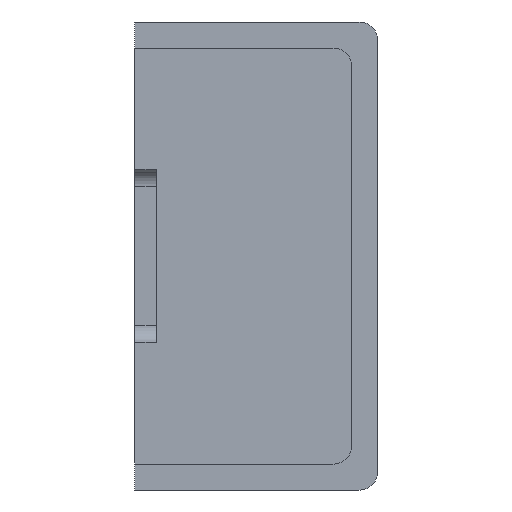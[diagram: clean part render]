
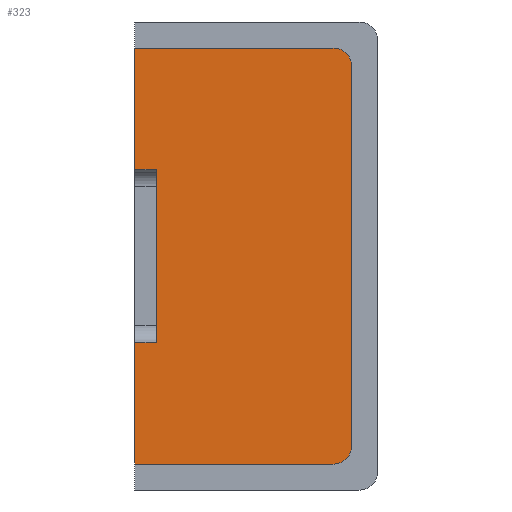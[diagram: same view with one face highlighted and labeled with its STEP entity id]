
A CAD part, left-side view. The second image highlights one B-rep face of the part: STEP entity #323.
In plain terms, the highlighted planar face has unit normal (-1, 0, 0).
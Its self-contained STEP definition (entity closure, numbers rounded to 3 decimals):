
#61=CARTESIAN_POINT('Vertex',(7.,5.,3.)) ;
#66=CARTESIAN_POINT('Line Origine',(7.,16.5,3.)) ;
#70=CARTESIAN_POINT('Vertex',(7.,28.,3.)) ;
#101=CARTESIAN_POINT('Vertex',(7.,3.,5.)) ;
#106=CARTESIAN_POINT('Axis2P3D Location',(7.,5.,5.)) ;
#132=CARTESIAN_POINT('Vertex',(7.,5.,51.)) ;
#148=CARTESIAN_POINT('Vertex',(7.,28.,51.)) ;
#151=CARTESIAN_POINT('Line Origine',(7.,16.5,51.)) ;
#168=CARTESIAN_POINT('Line Origine',(7.,3.,27.)) ;
#172=CARTESIAN_POINT('Vertex',(7.,3.,49.)) ;
#199=CARTESIAN_POINT('Axis2P3D Location',(7.,5.,49.)) ;
#273=CARTESIAN_POINT('Axis2P3D Location',(7.,0.,0.)) ;
#278=CARTESIAN_POINT('Line Origine',(7.,28.,10.)) ;
#282=CARTESIAN_POINT('Vertex',(7.,28.,17.)) ;
#285=CARTESIAN_POINT('Line Origine',(7.,28.,44.)) ;
#289=CARTESIAN_POINT('Vertex',(7.,28.,37.)) ;
#292=CARTESIAN_POINT('Line Origine',(7.,26.75,37.)) ;
#296=CARTESIAN_POINT('Vertex',(7.,25.5,37.)) ;
#299=CARTESIAN_POINT('Line Origine',(7.,25.5,27.)) ;
#303=CARTESIAN_POINT('Vertex',(7.,25.5,17.)) ;
#306=CARTESIAN_POINT('Line Origine',(7.,26.75,17.)) ;
#67=DIRECTION('Vector Direction',(0.,1.,0.)) ;
#107=DIRECTION('Axis2P3D Direction',(1.,0.,0.)) ;
#152=DIRECTION('Vector Direction',(0.,-1.,0.)) ;
#169=DIRECTION('Vector Direction',(0.,0.,1.)) ;
#200=DIRECTION('Axis2P3D Direction',(1.,0.,-0.)) ;
#274=DIRECTION('Axis2P3D Direction',(-1.,-0.,0.)) ;
#275=DIRECTION('Axis2P3D XDirection',(0.,-1.,-0.)) ;
#279=DIRECTION('Vector Direction',(0.,0.,-1.)) ;
#286=DIRECTION('Vector Direction',(0.,0.,-1.)) ;
#293=DIRECTION('Vector Direction',(0.,-1.,0.)) ;
#300=DIRECTION('Vector Direction',(0.,0.,-1.)) ;
#307=DIRECTION('Vector Direction',(0.,-1.,0.)) ;
#108=AXIS2_PLACEMENT_3D('Circle Axis2P3D',#106,#107,$) ;
#201=AXIS2_PLACEMENT_3D('Circle Axis2P3D',#199,#200,$) ;
#276=AXIS2_PLACEMENT_3D('Plane Axis2P3D',#273,#274,#275) ;
#312=ORIENTED_EDGE('',*,*,#284,.T.) ;
#313=ORIENTED_EDGE('',*,*,#72,.T.) ;
#314=ORIENTED_EDGE('',*,*,#110,.T.) ;
#315=ORIENTED_EDGE('',*,*,#174,.T.) ;
#316=ORIENTED_EDGE('',*,*,#203,.T.) ;
#317=ORIENTED_EDGE('',*,*,#155,.T.) ;
#318=ORIENTED_EDGE('',*,*,#291,.T.) ;
#319=ORIENTED_EDGE('',*,*,#298,.T.) ;
#320=ORIENTED_EDGE('',*,*,#305,.T.) ;
#321=ORIENTED_EDGE('',*,*,#310,.F.) ;
#68=VECTOR('Line Direction',#67,1.) ;
#153=VECTOR('Line Direction',#152,1.) ;
#170=VECTOR('Line Direction',#169,1.) ;
#280=VECTOR('Line Direction',#279,1.) ;
#287=VECTOR('Line Direction',#286,1.) ;
#294=VECTOR('Line Direction',#293,1.) ;
#301=VECTOR('Line Direction',#300,1.) ;
#308=VECTOR('Line Direction',#307,1.) ;
#323=ADVANCED_FACE('PartBody',(#322),#277,.T.) ;
#109=CIRCLE('generated circle',#108,2.) ;
#202=CIRCLE('generated circle',#201,2.) ;
#72=EDGE_CURVE('',#71,#62,#69,.F.) ;
#110=EDGE_CURVE('',#62,#102,#109,.F.) ;
#155=EDGE_CURVE('',#133,#149,#154,.F.) ;
#174=EDGE_CURVE('',#102,#173,#171,.T.) ;
#203=EDGE_CURVE('',#173,#133,#202,.F.) ;
#284=EDGE_CURVE('',#283,#71,#281,.T.) ;
#291=EDGE_CURVE('',#149,#290,#288,.T.) ;
#298=EDGE_CURVE('',#290,#297,#295,.T.) ;
#305=EDGE_CURVE('',#297,#304,#302,.T.) ;
#310=EDGE_CURVE('',#283,#304,#309,.T.) ;
#311=EDGE_LOOP('',(#312,#313,#314,#315,#316,#317,#318,#319,#320,#321)) ;
#322=FACE_OUTER_BOUND('',#311,.T.) ;
#69=LINE('Line',#66,#68) ;
#154=LINE('Line',#151,#153) ;
#171=LINE('Line',#168,#170) ;
#281=LINE('Line',#278,#280) ;
#288=LINE('Line',#285,#287) ;
#295=LINE('Line',#292,#294) ;
#302=LINE('Line',#299,#301) ;
#309=LINE('Line',#306,#308) ;
#277=PLANE('',#276) ;
#62=VERTEX_POINT('',#61) ;
#71=VERTEX_POINT('',#70) ;
#102=VERTEX_POINT('',#101) ;
#133=VERTEX_POINT('',#132) ;
#149=VERTEX_POINT('',#148) ;
#173=VERTEX_POINT('',#172) ;
#283=VERTEX_POINT('',#282) ;
#290=VERTEX_POINT('',#289) ;
#297=VERTEX_POINT('',#296) ;
#304=VERTEX_POINT('',#303) ;
